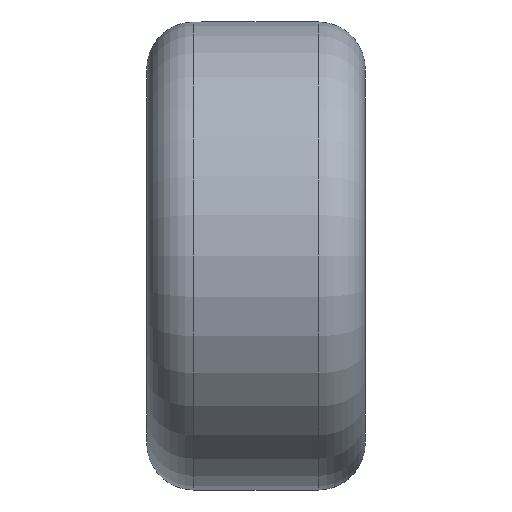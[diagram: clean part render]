
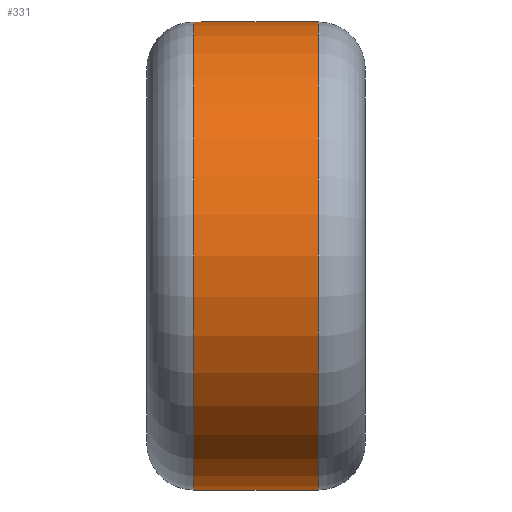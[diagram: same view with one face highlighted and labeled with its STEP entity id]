
A CAD part, left-side view. The second image highlights one B-rep face of the part: STEP entity #331.
In plain terms, the highlighted cylindrical face has radius 15 mm (diameter 30 mm), a partial arc.
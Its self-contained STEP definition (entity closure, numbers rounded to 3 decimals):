
#4 = ORIENTED_EDGE ( 'NONE', *, *, #234, .T. ) ;
#40 = DIRECTION ( 'NONE',  ( 0., 1., 0. ) ) ;
#56 = DIRECTION ( 'NONE',  ( 1., 0., 0. ) ) ;
#62 = DIRECTION ( 'NONE',  ( 0., 1., 0. ) ) ;
#69 = ORIENTED_EDGE ( 'NONE', *, *, #496, .F. ) ;
#98 = AXIS2_PLACEMENT_3D ( 'NONE', #261, #416, #214 ) ;
#115 = VECTOR ( 'NONE', #40, 1000. ) ;
#164 = VERTEX_POINT ( 'NONE', #242 ) ;
#166 = CARTESIAN_POINT ( 'NONE',  ( -10., -4., 15. ) ) ;
#170 = VERTEX_POINT ( 'NONE', #614 ) ;
#207 = CARTESIAN_POINT ( 'NONE',  ( -10., 0., 15. ) ) ;
#214 = DIRECTION ( 'NONE',  ( 0., 0., 1. ) ) ;
#216 = ORIENTED_EDGE ( 'NONE', *, *, #485, .T. ) ;
#234 = EDGE_CURVE ( 'NONE', #544, #164, #460, .T. ) ;
#242 = CARTESIAN_POINT ( 'NONE',  ( -10., 4., 15. ) ) ;
#256 = VERTEX_POINT ( 'NONE', #622 ) ;
#261 = CARTESIAN_POINT ( 'NONE',  ( -10., 0., 0. ) ) ;
#309 = EDGE_CURVE ( 'NONE', #256, #164, #439, .T. ) ;
#326 = LINE ( 'NONE', #594, #483 ) ;
#331 = ADVANCED_FACE ( 'NONE', ( #345 ), #685, .T. ) ;
#345 = FACE_OUTER_BOUND ( 'NONE', #412, .T. ) ;
#357 = CIRCLE ( 'NONE', #419, 15. ) ;
#412 = EDGE_LOOP ( 'NONE', ( #69, #216, #4, #424 ) ) ;
#416 = DIRECTION ( 'NONE',  ( 0., 1., 0. ) ) ;
#419 = AXIS2_PLACEMENT_3D ( 'NONE', #540, #650, #593 ) ;
#424 = ORIENTED_EDGE ( 'NONE', *, *, #309, .F. ) ;
#439 = CIRCLE ( 'NONE', #474, 15. ) ;
#460 = LINE ( 'NONE', #207, #115 ) ;
#474 = AXIS2_PLACEMENT_3D ( 'NONE', #583, #686, #56 ) ;
#483 = VECTOR ( 'NONE', #62, 1000. ) ;
#485 = EDGE_CURVE ( 'NONE', #170, #544, #357, .T. ) ;
#496 = EDGE_CURVE ( 'NONE', #170, #256, #326, .T. ) ;
#540 = CARTESIAN_POINT ( 'NONE',  ( -10., -4., 0. ) ) ;
#544 = VERTEX_POINT ( 'NONE', #166 ) ;
#583 = CARTESIAN_POINT ( 'NONE',  ( -10., 4., 0. ) ) ;
#593 = DIRECTION ( 'NONE',  ( 1., 0., 0. ) ) ;
#594 = CARTESIAN_POINT ( 'NONE',  ( -10., 0., -15. ) ) ;
#614 = CARTESIAN_POINT ( 'NONE',  ( -10., -4., -15. ) ) ;
#622 = CARTESIAN_POINT ( 'NONE',  ( -10., 4., -15. ) ) ;
#650 = DIRECTION ( 'NONE',  ( 0., 1., 0. ) ) ;
#685 = CYLINDRICAL_SURFACE ( 'NONE', #98, 15. ) ;
#686 = DIRECTION ( 'NONE',  ( 0., 1., 0. ) ) ;
